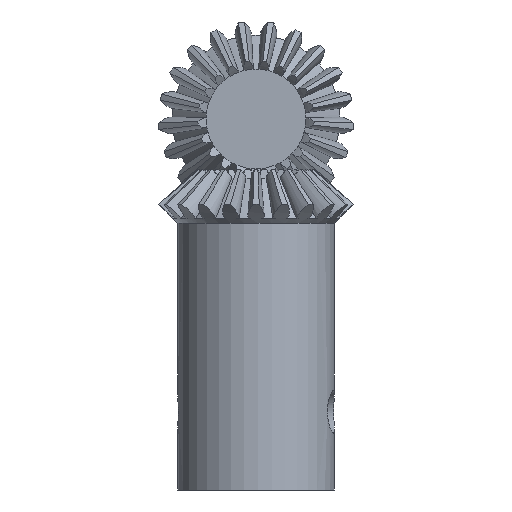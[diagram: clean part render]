
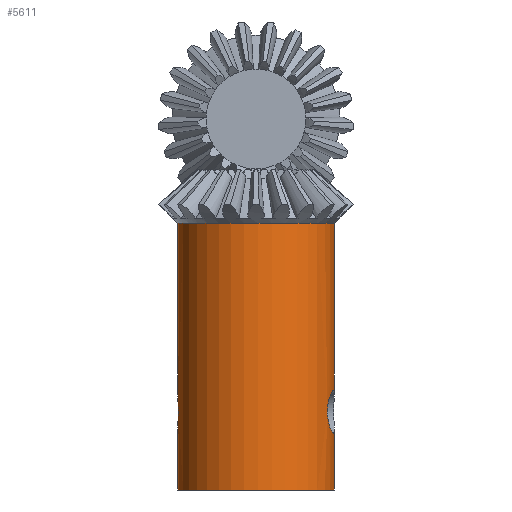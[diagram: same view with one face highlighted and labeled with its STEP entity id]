
A CAD part, left-side view. The second image highlights one B-rep face of the part: STEP entity #5611.
In plain terms, the highlighted cylindrical face has radius 15 mm (diameter 30 mm), a full revolution.
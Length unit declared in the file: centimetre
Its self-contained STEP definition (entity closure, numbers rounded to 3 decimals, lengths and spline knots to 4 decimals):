
#28=FACE_BOUND('',#1306,.T.);
#29=FACE_BOUND('',#1307,.T.);
#37=CYLINDRICAL_SURFACE('',#5955,1.5);
#459=B_SPLINE_CURVE_WITH_KNOTS('',3,(#16068,#16069,#16070,#16071,#16072,
#16073,#16074,#16075,#16076,#16077,#16078,#16079,#16080,#16081,#16082,#16083,
#16084,#16085,#16086,#16087,#16088,#16089,#16090,#16091,#16092,#16093,#16094,
#16095,#16096,#16097,#16098,#16099,#16100,#16101),.UNSPECIFIED.,.T.,.F.,
(4,2,2,2,2,2,2,2,2,2,2,2,2,2,2,2,4),(0.,0.1553,0.3106,
0.4659,0.6212,0.7765,0.9318,
1.0871,1.2424,1.3977,1.553,1.7083,
1.8636,2.0188,2.1741,2.3294,2.4848),
 .UNSPECIFIED.);
#464=B_SPLINE_CURVE_WITH_KNOTS('',3,(#16183,#16184,#16185,#16186,#16187,
#16188,#16189,#16190,#16191,#16192,#16193,#16194,#16195,#16196,#16197,#16198,
#16199,#16200),.UNSPECIFIED.,.F.,.F.,(4,2,2,2,2,2,2,2,4),(0.,0.1553,
0.3106,0.4659,0.6212,0.7765,
0.9318,1.0871,1.2424),.UNSPECIFIED.);
#465=B_SPLINE_CURVE_WITH_KNOTS('',3,(#16201,#16202,#16203,#16204,#16205,
#16206,#16207,#16208,#16209,#16210,#16211,#16212,#16213,#16214,#16215,#16216,
#16217,#16218),.UNSPECIFIED.,.F.,.F.,(4,2,2,2,2,2,2,2,4),(1.2424,
1.3977,1.553,1.7083,1.8636,2.0188,
2.1741,2.3294,2.4848),.UNSPECIFIED.);
#597=CIRCLE('',#5956,1.5);
#598=CIRCLE('',#5957,1.5);
#993=FACE_OUTER_BOUND('',#1305,.T.);
#1305=EDGE_LOOP('',(#5040,#5041,#5042,#5043));
#1306=EDGE_LOOP('',(#5044,#5045));
#1307=EDGE_LOOP('',(#5046));
#1750=LINE('',#16223,#2019);
#2019=VECTOR('',#6864,1.5);
#2580=VERTEX_POINT('',#16067);
#2585=VERTEX_POINT('',#16180);
#2586=VERTEX_POINT('',#16182);
#2587=VERTEX_POINT('',#16220);
#2588=VERTEX_POINT('',#16222);
#3448=EDGE_CURVE('',#2580,#2580,#459,.T.);
#3455=EDGE_CURVE('',#2586,#2585,#464,.T.);
#3456=EDGE_CURVE('',#2585,#2586,#465,.T.);
#3457=EDGE_CURVE('',#2587,#2587,#597,.T.);
#3458=EDGE_CURVE('',#2587,#2588,#1750,.T.);
#3459=EDGE_CURVE('',#2588,#2588,#598,.T.);
#5040=ORIENTED_EDGE('',*,*,#3457,.T.);
#5041=ORIENTED_EDGE('',*,*,#3458,.T.);
#5042=ORIENTED_EDGE('',*,*,#3459,.F.);
#5043=ORIENTED_EDGE('',*,*,#3458,.F.);
#5044=ORIENTED_EDGE('',*,*,#3455,.T.);
#5045=ORIENTED_EDGE('',*,*,#3456,.T.);
#5046=ORIENTED_EDGE('',*,*,#3448,.T.);
#5611=ADVANCED_FACE('',(#993,#28,#29),#37,.T.);
#5955=AXIS2_PLACEMENT_3D('',#16219,#6860,#6861);
#5956=AXIS2_PLACEMENT_3D('',#16221,#6862,#6863);
#5957=AXIS2_PLACEMENT_3D('',#16224,#6865,#6866);
#6860=DIRECTION('center_axis',(0.,0.,
-1.));
#6861=DIRECTION('ref_axis',(0.989,-0.149,0.));
#6862=DIRECTION('center_axis',(0.,0.,
1.));
#6863=DIRECTION('ref_axis',(0.989,-0.149,0.));
#6864=DIRECTION('',(0.,0.,1.));
#6865=DIRECTION('center_axis',(0.,0.,1.));
#6866=DIRECTION('ref_axis',(0.989,-0.149,0.));
#16067=CARTESIAN_POINT('',(-0.6205,-1.3657,-3.85));
#16068=CARTESIAN_POINT('Ctrl Pts',(0.1904,-1.4879,
-3.85));
#16069=CARTESIAN_POINT('Ctrl Pts',(0.1904,-1.4879,
-3.9018));
#16070=CARTESIAN_POINT('Ctrl Pts',(0.1796,-1.4894,
-3.9568));
#16071=CARTESIAN_POINT('Ctrl Pts',(0.1365,-1.4939,
-4.0577));
#16072=CARTESIAN_POINT('Ctrl Pts',(0.1042,-1.4968,
-4.1037));
#16073=CARTESIAN_POINT('Ctrl Pts',(0.0304,-1.5001,
-4.1762));
#16074=CARTESIAN_POINT('Ctrl Pts',(-0.0161,-1.5008,
-4.2077));
#16075=CARTESIAN_POINT('Ctrl Pts',(-0.1175,-1.4962,-4.2496));
#16076=CARTESIAN_POINT('Ctrl Pts',(-0.1724,-1.491,
-4.26));
#16077=CARTESIAN_POINT('Ctrl Pts',(-0.2747,-1.4755,
-4.26));
#16078=CARTESIAN_POINT('Ctrl Pts',(-0.3287,-1.4644,
-4.2496));
#16079=CARTESIAN_POINT('Ctrl Pts',(-0.427,-1.4388,
-4.2077));
#16080=CARTESIAN_POINT('Ctrl Pts',(-0.4712,-1.4245,
-4.1762));
#16081=CARTESIAN_POINT('Ctrl Pts',(-0.5408,-1.3996,
-4.1037));
#16082=CARTESIAN_POINT('Ctrl Pts',(-0.5708,-1.3873,
-4.0577));
#16083=CARTESIAN_POINT('Ctrl Pts',(-0.6106,-1.3702,
-3.9568));
#16084=CARTESIAN_POINT('Ctrl Pts',(-0.6205,-1.3657,
-3.9018));
#16085=CARTESIAN_POINT('Ctrl Pts',(-0.6205,-1.3657,
-3.7982));
#16086=CARTESIAN_POINT('Ctrl Pts',(-0.6106,-1.3702,
-3.7432));
#16087=CARTESIAN_POINT('Ctrl Pts',(-0.5708,-1.3873,
-3.6423));
#16088=CARTESIAN_POINT('Ctrl Pts',(-0.5408,-1.3996,
-3.5963));
#16089=CARTESIAN_POINT('Ctrl Pts',(-0.4712,-1.4245,
-3.5238));
#16090=CARTESIAN_POINT('Ctrl Pts',(-0.427,-1.4388,
-3.4923));
#16091=CARTESIAN_POINT('Ctrl Pts',(-0.3287,-1.4644,
-3.4504));
#16092=CARTESIAN_POINT('Ctrl Pts',(-0.2747,-1.4755,
-3.44));
#16093=CARTESIAN_POINT('Ctrl Pts',(-0.1724,-1.491,
-3.44));
#16094=CARTESIAN_POINT('Ctrl Pts',(-0.1175,-1.4962,-3.4504));
#16095=CARTESIAN_POINT('Ctrl Pts',(-0.0161,-1.5008,
-3.4923));
#16096=CARTESIAN_POINT('Ctrl Pts',(0.0304,-1.5001,
-3.5238));
#16097=CARTESIAN_POINT('Ctrl Pts',(0.1042,-1.4968,
-3.5963));
#16098=CARTESIAN_POINT('Ctrl Pts',(0.1365,-1.4939,
-3.6423));
#16099=CARTESIAN_POINT('Ctrl Pts',(0.1796,-1.4894,
-3.7432));
#16100=CARTESIAN_POINT('Ctrl Pts',(0.1904,-1.4879,
-3.7982));
#16101=CARTESIAN_POINT('Ctrl Pts',(0.1904,-1.4879,
-3.85));
#16180=CARTESIAN_POINT('',(-0.1904,1.4879,-3.85));
#16182=CARTESIAN_POINT('',(0.6205,1.3657,-3.85));
#16183=CARTESIAN_POINT('Ctrl Pts',(0.6205,1.3657,-3.85));
#16184=CARTESIAN_POINT('Ctrl Pts',(0.6205,1.3657,-3.7982));
#16185=CARTESIAN_POINT('Ctrl Pts',(0.6106,1.3702,-3.7432));
#16186=CARTESIAN_POINT('Ctrl Pts',(0.5708,1.3873,-3.6423));
#16187=CARTESIAN_POINT('Ctrl Pts',(0.5408,1.3996,-3.5963));
#16188=CARTESIAN_POINT('Ctrl Pts',(0.4712,1.4245,-3.5238));
#16189=CARTESIAN_POINT('Ctrl Pts',(0.427,1.4388,-3.4923));
#16190=CARTESIAN_POINT('Ctrl Pts',(0.3287,1.4644,-3.4504));
#16191=CARTESIAN_POINT('Ctrl Pts',(0.2747,1.4755,-3.44));
#16192=CARTESIAN_POINT('Ctrl Pts',(0.1724,1.491,-3.44));
#16193=CARTESIAN_POINT('Ctrl Pts',(0.1175,1.4962,-3.4504));
#16194=CARTESIAN_POINT('Ctrl Pts',(0.0161,1.5008,-3.4923));
#16195=CARTESIAN_POINT('Ctrl Pts',(-0.0304,1.5001,
-3.5238));
#16196=CARTESIAN_POINT('Ctrl Pts',(-0.1042,1.4968,
-3.5963));
#16197=CARTESIAN_POINT('Ctrl Pts',(-0.1365,1.4939,
-3.6423));
#16198=CARTESIAN_POINT('Ctrl Pts',(-0.1796,1.4894,
-3.7432));
#16199=CARTESIAN_POINT('Ctrl Pts',(-0.1904,1.4879,
-3.7982));
#16200=CARTESIAN_POINT('Ctrl Pts',(-0.1904,1.4879,
-3.85));
#16201=CARTESIAN_POINT('Ctrl Pts',(-0.1904,1.4879,
-3.85));
#16202=CARTESIAN_POINT('Ctrl Pts',(-0.1904,1.4879,
-3.9018));
#16203=CARTESIAN_POINT('Ctrl Pts',(-0.1796,1.4894,
-3.9568));
#16204=CARTESIAN_POINT('Ctrl Pts',(-0.1365,1.4939,
-4.0577));
#16205=CARTESIAN_POINT('Ctrl Pts',(-0.1042,1.4968,
-4.1037));
#16206=CARTESIAN_POINT('Ctrl Pts',(-0.0304,1.5001,
-4.1762));
#16207=CARTESIAN_POINT('Ctrl Pts',(0.0161,1.5008,
-4.2077));
#16208=CARTESIAN_POINT('Ctrl Pts',(0.1175,1.4962,-4.2496));
#16209=CARTESIAN_POINT('Ctrl Pts',(0.1724,1.491,-4.26));
#16210=CARTESIAN_POINT('Ctrl Pts',(0.2747,1.4755,-4.26));
#16211=CARTESIAN_POINT('Ctrl Pts',(0.3287,1.4644,-4.2496));
#16212=CARTESIAN_POINT('Ctrl Pts',(0.427,1.4388,-4.2077));
#16213=CARTESIAN_POINT('Ctrl Pts',(0.4712,1.4245,-4.1762));
#16214=CARTESIAN_POINT('Ctrl Pts',(0.5408,1.3996,-4.1037));
#16215=CARTESIAN_POINT('Ctrl Pts',(0.5708,1.3873,-4.0577));
#16216=CARTESIAN_POINT('Ctrl Pts',(0.6106,1.3702,-3.9568));
#16217=CARTESIAN_POINT('Ctrl Pts',(0.6205,1.3657,-3.9018));
#16218=CARTESIAN_POINT('Ctrl Pts',(0.6205,1.3657,-3.85));
#16219=CARTESIAN_POINT('Origin',(0.,0.,
-0.1473));
#16220=CARTESIAN_POINT('',(-1.4832,0.2236,-5.35));
#16221=CARTESIAN_POINT('Origin',(0.,0.,
-5.35));
#16222=CARTESIAN_POINT('',(-1.4832,0.2236,-0.25));
#16223=CARTESIAN_POINT('',(-1.4832,0.2236,-0.1473));
#16224=CARTESIAN_POINT('Origin',(0.,0.,
-0.25));
